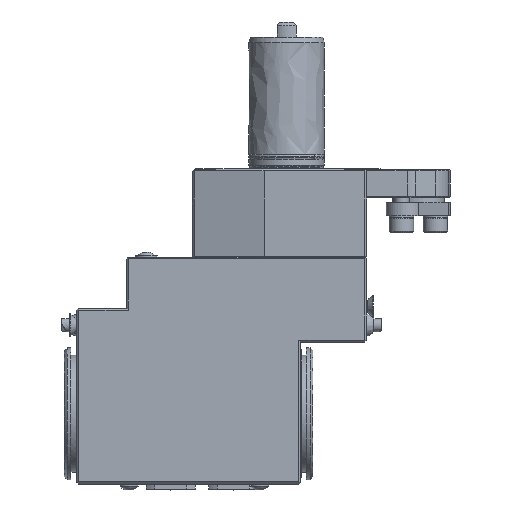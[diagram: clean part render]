
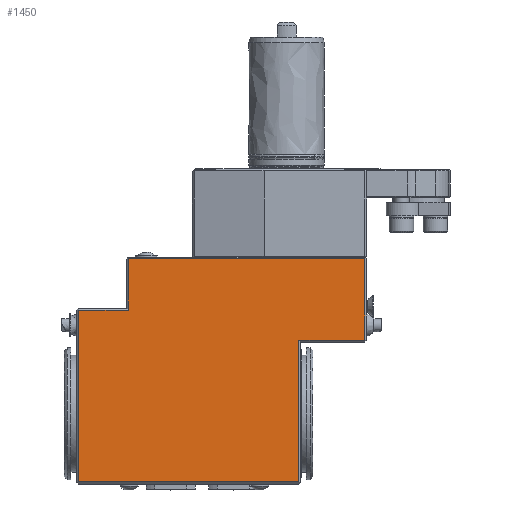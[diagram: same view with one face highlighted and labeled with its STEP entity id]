
A CAD part, front view. The second image highlights one B-rep face of the part: STEP entity #1450.
In plain terms, the highlighted planar face has unit normal (0, -1, 0).
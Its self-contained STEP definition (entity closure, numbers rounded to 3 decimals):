
#364=LINE('',#9709,#688);
#367=LINE('',#9714,#691);
#369=LINE('',#9718,#693);
#370=LINE('',#9720,#694);
#380=LINE('',#10257,#704);
#397=LINE('',#10300,#721);
#398=LINE('',#10303,#722);
#399=LINE('',#10304,#723);
#688=VECTOR('',#5385,1.);
#691=VECTOR('',#5390,1.);
#693=VECTOR('',#5394,1.);
#694=VECTOR('',#5397,1.);
#704=VECTOR('',#5435,1.);
#721=VECTOR('',#5464,1.);
#722=VECTOR('',#5465,1.);
#723=VECTOR('',#5466,1.);
#1450=ADVANCED_FACE('',(#1850),#1662,.T.);
#1662=PLANE('',#4757);
#1850=FACE_OUTER_BOUND('',#2189,.T.);
#2189=EDGE_LOOP('',(#3183,#3184,#3185,#3186,#3187,#3188,#3189,#3190));
#3183=ORIENTED_EDGE('',*,*,#4378,.T.);
#3184=ORIENTED_EDGE('',*,*,#4379,.T.);
#3185=ORIENTED_EDGE('',*,*,#4359,.T.);
#3186=ORIENTED_EDGE('',*,*,#4318,.T.);
#3187=ORIENTED_EDGE('',*,*,#4317,.T.);
#3188=ORIENTED_EDGE('',*,*,#4315,.T.);
#3189=ORIENTED_EDGE('',*,*,#4312,.T.);
#3190=ORIENTED_EDGE('',*,*,#4380,.T.);
#3758=VERTEX_POINT('',#9492);
#3770=VERTEX_POINT('',#9677);
#3779=VERTEX_POINT('',#9708);
#3780=VERTEX_POINT('',#9710);
#3781=VERTEX_POINT('',#9715);
#3814=VERTEX_POINT('',#10258);
#3826=VERTEX_POINT('',#10301);
#3827=VERTEX_POINT('',#10302);
#4312=EDGE_CURVE('',#3780,#3779,#364,.T.);
#4315=EDGE_CURVE('',#3781,#3780,#367,.T.);
#4317=EDGE_CURVE('',#3758,#3781,#369,.T.);
#4318=EDGE_CURVE('',#3770,#3758,#370,.T.);
#4359=EDGE_CURVE('',#3814,#3770,#380,.T.);
#4378=EDGE_CURVE('',#3826,#3827,#397,.T.);
#4379=EDGE_CURVE('',#3827,#3814,#398,.T.);
#4380=EDGE_CURVE('',#3779,#3826,#399,.T.);
#4757=AXIS2_PLACEMENT_3D('',#10305,#5467,#5468);
#5385=DIRECTION('',(-1.,0.,0.));
#5390=DIRECTION('',(0.,0.,-1.));
#5394=DIRECTION('',(-1.,0.,0.));
#5397=DIRECTION('',(0.,0.,1.));
#5435=DIRECTION('',(1.,0.,0.));
#5464=DIRECTION('',(1.,0.,0.));
#5465=DIRECTION('',(0.,0.,1.));
#5466=DIRECTION('',(0.,0.,-1.));
#5467=DIRECTION('',(0.,-1.,0.));
#5468=DIRECTION('',(-1.,0.,0.));
#9492=CARTESIAN_POINT('',(41.5,-40.,-47.5));
#9677=CARTESIAN_POINT('',(41.5,-40.,-91.));
#9708=CARTESIAN_POINT('',(-110.5,-40.,-75.));
#9709=CARTESIAN_POINT('',(-111.5,-40.,-75.));
#9710=CARTESIAN_POINT('',(-84.,-40.,-75.));
#9714=CARTESIAN_POINT('',(-84.,-40.,-74.));
#9715=CARTESIAN_POINT('',(-84.,-40.,-47.5));
#9718=CARTESIAN_POINT('',(-111.5,-40.,-47.5));
#9720=CARTESIAN_POINT('',(41.463,-40.,-500047.));
#10257=CARTESIAN_POINT('',(42.5,-40.,-91.));
#10258=CARTESIAN_POINT('',(6.5,-40.,-91.));
#10300=CARTESIAN_POINT('',(-261.334,-40.,-166.));
#10301=CARTESIAN_POINT('',(-110.5,-40.,-166.));
#10302=CARTESIAN_POINT('',(6.5,-40.,-166.));
#10303=CARTESIAN_POINT('',(6.5,-40.,-92.));
#10304=CARTESIAN_POINT('',(-110.537,-40.,-500047.));
#10305=CARTESIAN_POINT('',(21.,-40.,-80.614));
